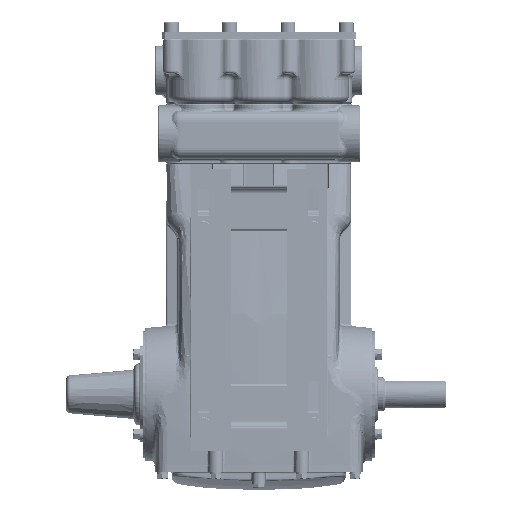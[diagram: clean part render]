
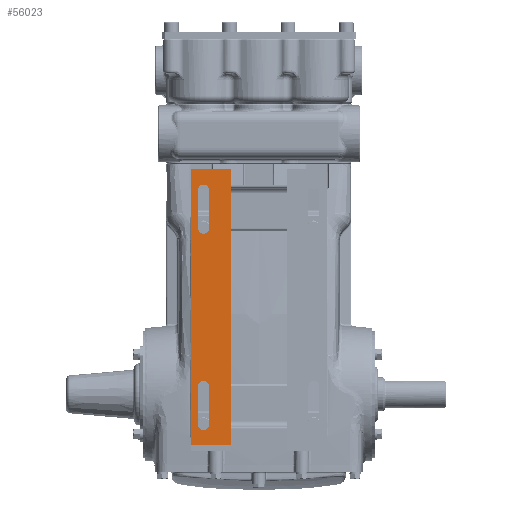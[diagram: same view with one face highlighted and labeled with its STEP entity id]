
A CAD part, front view. The second image highlights one B-rep face of the part: STEP entity #56023.
In plain terms, the highlighted planar face has unit normal (0, -1, 0).
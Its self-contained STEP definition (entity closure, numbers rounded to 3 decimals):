
#4906 = VERTEX_POINT ( 'NONE', #207993 ) ;
#8083 = LINE ( 'NONE', #100917, #140899 ) ;
#10726 = EDGE_CURVE ( 'NONE', #174279, #40930, #56656, .T. ) ;
#11148 = ORIENTED_EDGE ( 'NONE', *, *, #92275, .T. ) ;
#12224 = CARTESIAN_POINT ( 'NONE',  ( -111., -275., 367. ) ) ;
#17813 = EDGE_LOOP ( 'NONE', ( #198921, #59986, #81990, #18838 ) ) ;
#18838 = ORIENTED_EDGE ( 'NONE', *, *, #135380, .T. ) ;
#22566 = CARTESIAN_POINT ( 'NONE',  ( -99., -275., 271. ) ) ;
#23733 = EDGE_LOOP ( 'NONE', ( #188163, #31480, #126834, #86935 ) ) ;
#25754 = CIRCLE ( 'NONE', #129829, 9. ) ;
#31480 = ORIENTED_EDGE ( 'NONE', *, *, #142811, .F. ) ;
#35294 = EDGE_CURVE ( 'NONE', #50296, #85518, #208229, .T. ) ;
#36677 = ORIENTED_EDGE ( 'NONE', *, *, #200648, .T. ) ;
#38599 = VECTOR ( 'NONE', #188852, 1000. ) ;
#40930 = VERTEX_POINT ( 'NONE', #67515 ) ;
#41511 = DIRECTION ( 'NONE',  ( 0., 1., 0. ) ) ;
#49575 = DIRECTION ( 'NONE',  ( 0., 0., -1. ) ) ;
#49933 = AXIS2_PLACEMENT_3D ( 'NONE', #101980, #223322, #119479 ) ;
#50296 = VERTEX_POINT ( 'NONE', #156792 ) ;
#51731 = LINE ( 'NONE', #195216, #97631 ) ;
#53202 = VERTEX_POINT ( 'NONE', #144631 ) ;
#53649 = VERTEX_POINT ( 'NONE', #89048 ) ;
#54337 = EDGE_CURVE ( 'NONE', #174279, #50296, #206062, .T. ) ;
#56023 = ADVANCED_FACE ( 'NONE', ( #86197, #127003, #219128 ), #196771, .F. ) ;
#56656 = LINE ( 'NONE', #159834, #102534 ) ;
#58717 = CARTESIAN_POINT ( 'NONE',  ( -90., -275., 271. ) ) ;
#59986 = ORIENTED_EDGE ( 'NONE', *, *, #199286, .T. ) ;
#60632 = DIRECTION ( 'NONE',  ( 1., 0., 0. ) ) ;
#66382 = CARTESIAN_POINT ( 'NONE',  ( -46., -275., -83. ) ) ;
#67515 = CARTESIAN_POINT ( 'NONE',  ( -46., -275., 367. ) ) ;
#67810 = VECTOR ( 'NONE', #150797, 1000. ) ;
#72118 = CARTESIAN_POINT ( 'NONE',  ( -90., -275., -49. ) ) ;
#73440 = DIRECTION ( 'NONE',  ( 1., 0., 0. ) ) ;
#74085 = CARTESIAN_POINT ( 'NONE',  ( -99., -275., 13. ) ) ;
#76065 = DIRECTION ( 'NONE',  ( -1., 0., 0. ) ) ;
#81990 = ORIENTED_EDGE ( 'NONE', *, *, #205701, .T. ) ;
#84697 = CARTESIAN_POINT ( 'NONE',  ( -81., -275., -49. ) ) ;
#85518 = VERTEX_POINT ( 'NONE', #66382 ) ;
#86197 = FACE_BOUND ( 'NONE', #132408, .T. ) ;
#86935 = ORIENTED_EDGE ( 'NONE', *, *, #54337, .T. ) ;
#89048 = CARTESIAN_POINT ( 'NONE',  ( -81., -275., 271. ) ) ;
#89503 = DIRECTION ( 'NONE',  ( -1., 0., 0. ) ) ;
#92275 = EDGE_CURVE ( 'NONE', #208273, #182591, #131127, .T. ) ;
#97631 = VECTOR ( 'NONE', #108018, 1000. ) ;
#100561 = CIRCLE ( 'NONE', #215433, 9. ) ;
#100917 = CARTESIAN_POINT ( 'NONE',  ( -81., -275., 333. ) ) ;
#101980 = CARTESIAN_POINT ( 'NONE',  ( -90., -275., 333. ) ) ;
#102534 = VECTOR ( 'NONE', #73440, 1000. ) ;
#102942 = CARTESIAN_POINT ( 'NONE',  ( -90., -275., 13. ) ) ;
#103271 = EDGE_CURVE ( 'NONE', #196736, #53649, #8083, .T. ) ;
#108018 = DIRECTION ( 'NONE',  ( 0., 0., 1. ) ) ;
#108698 = AXIS2_PLACEMENT_3D ( 'NONE', #72118, #193371, #89503 ) ;
#119479 = DIRECTION ( 'NONE',  ( -1., 0., 0. ) ) ;
#120436 = DIRECTION ( 'NONE',  ( -1., 0., 0. ) ) ;
#123550 = LINE ( 'NONE', #212598, #164151 ) ;
#125136 = LINE ( 'NONE', #195696, #176636 ) ;
#126265 = DIRECTION ( 'NONE',  ( 0., 0., 1. ) ) ;
#126834 = ORIENTED_EDGE ( 'NONE', *, *, #10726, .F. ) ;
#127003 = FACE_BOUND ( 'NONE', #17813, .T. ) ;
#129829 = AXIS2_PLACEMENT_3D ( 'NONE', #102942, #224244, #120436 ) ;
#130826 = ORIENTED_EDGE ( 'NONE', *, *, #186533, .T. ) ;
#131127 = CIRCLE ( 'NONE', #108698, 9. ) ;
#132408 = EDGE_LOOP ( 'NONE', ( #130826, #11148, #152385, #36677 ) ) ;
#135380 = EDGE_CURVE ( 'NONE', #4906, #196736, #140865, .T. ) ;
#140865 = CIRCLE ( 'NONE', #49933, 9. ) ;
#140899 = VECTOR ( 'NONE', #49575, 1000. ) ;
#142811 = EDGE_CURVE ( 'NONE', #40930, #85518, #222881, .T. ) ;
#144631 = CARTESIAN_POINT ( 'NONE',  ( -81., -275., 13. ) ) ;
#150797 = DIRECTION ( 'NONE',  ( 0., 0., -1. ) ) ;
#152385 = ORIENTED_EDGE ( 'NONE', *, *, #199891, .T. ) ;
#154053 = CARTESIAN_POINT ( 'NONE',  ( -46., -275., 367. ) ) ;
#156792 = CARTESIAN_POINT ( 'NONE',  ( -111., -275., -83. ) ) ;
#159834 = CARTESIAN_POINT ( 'NONE',  ( -111., -275., 367. ) ) ;
#161893 = CARTESIAN_POINT ( 'NONE',  ( -111., -275., 367. ) ) ;
#162634 = DIRECTION ( 'NONE',  ( 0., 0., 1. ) ) ;
#164151 = VECTOR ( 'NONE', #126265, 1000. ) ;
#165064 = CARTESIAN_POINT ( 'NONE',  ( -81., -275., 333. ) ) ;
#174279 = VERTEX_POINT ( 'NONE', #176699 ) ;
#176636 = VECTOR ( 'NONE', #213101, 1000. ) ;
#176699 = CARTESIAN_POINT ( 'NONE',  ( -111., -275., 367. ) ) ;
#179852 = DIRECTION ( 'NONE',  ( 0., 1., 0. ) ) ;
#181801 = CARTESIAN_POINT ( 'NONE',  ( -111., -275., -83. ) ) ;
#182166 = VERTEX_POINT ( 'NONE', #22566 ) ;
#182591 = VERTEX_POINT ( 'NONE', #210881 ) ;
#186533 = EDGE_CURVE ( 'NONE', #53202, #208273, #125136, .T. ) ;
#188163 = ORIENTED_EDGE ( 'NONE', *, *, #35294, .T. ) ;
#188852 = DIRECTION ( 'NONE',  ( 0., 0., -1. ) ) ;
#193371 = DIRECTION ( 'NONE',  ( 0., 1., 0. ) ) ;
#194678 = AXIS2_PLACEMENT_3D ( 'NONE', #161893, #41511, #162634 ) ;
#195216 = CARTESIAN_POINT ( 'NONE',  ( -99., -275., 271. ) ) ;
#195696 = CARTESIAN_POINT ( 'NONE',  ( -81., -275., 13. ) ) ;
#196736 = VERTEX_POINT ( 'NONE', #165064 ) ;
#196771 = PLANE ( 'NONE',  #194678 ) ;
#197365 = VECTOR ( 'NONE', #60632, 1000. ) ;
#198921 = ORIENTED_EDGE ( 'NONE', *, *, #103271, .T. ) ;
#199286 = EDGE_CURVE ( 'NONE', #53649, #182166, #100561, .T. ) ;
#199891 = EDGE_CURVE ( 'NONE', #182591, #217048, #123550, .T. ) ;
#200648 = EDGE_CURVE ( 'NONE', #217048, #53202, #25754, .T. ) ;
#205701 = EDGE_CURVE ( 'NONE', #182166, #4906, #51731, .T. ) ;
#206062 = LINE ( 'NONE', #12224, #67810 ) ;
#207993 = CARTESIAN_POINT ( 'NONE',  ( -99., -275., 333. ) ) ;
#208229 = LINE ( 'NONE', #181801, #197365 ) ;
#208273 = VERTEX_POINT ( 'NONE', #84697 ) ;
#210881 = CARTESIAN_POINT ( 'NONE',  ( -99., -275., -49. ) ) ;
#212598 = CARTESIAN_POINT ( 'NONE',  ( -99., -275., -49. ) ) ;
#213101 = DIRECTION ( 'NONE',  ( 0., 0., -1. ) ) ;
#215433 = AXIS2_PLACEMENT_3D ( 'NONE', #58717, #179852, #76065 ) ;
#217048 = VERTEX_POINT ( 'NONE', #74085 ) ;
#219128 = FACE_OUTER_BOUND ( 'NONE', #23733, .T. ) ;
#222881 = LINE ( 'NONE', #154053, #38599 ) ;
#223322 = DIRECTION ( 'NONE',  ( 0., 1., 0. ) ) ;
#224244 = DIRECTION ( 'NONE',  ( 0., 1., 0. ) ) ;
